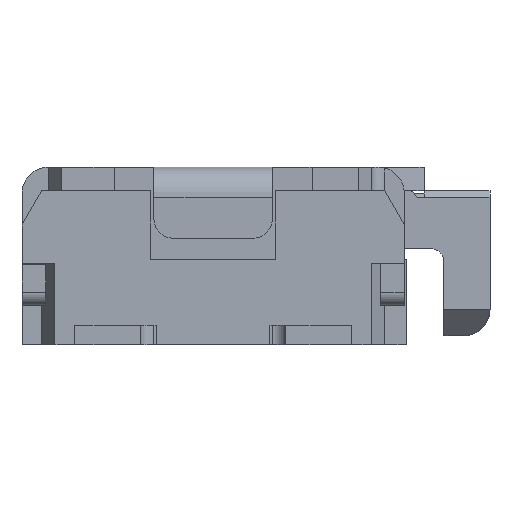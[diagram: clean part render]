
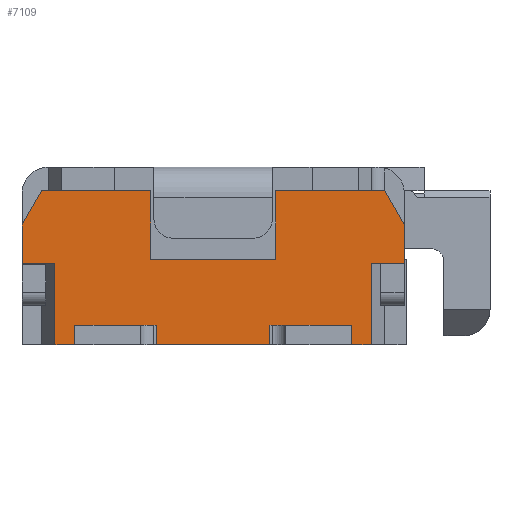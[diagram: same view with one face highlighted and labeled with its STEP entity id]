
A CAD part, left-side view. The second image highlights one B-rep face of the part: STEP entity #7109.
In plain terms, the highlighted planar face has unit normal (-1, 0, 0).
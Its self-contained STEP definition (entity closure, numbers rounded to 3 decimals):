
#620=FACE_OUTER_BOUND('',#974,.T.);
#974=EDGE_LOOP('',(#6138,#6139,#6140,#6141,#6142,#6143,#6144,#6145,#6146,
#6147,#6148,#6149,#6150,#6151,#6152,#6153,#6154,#6155,#6156,#6157,#6158,
#6159,#6160,#6161,#6162,#6163));
#1143=LINE('',#9705,#2040);
#1156=LINE('',#9735,#2053);
#1158=LINE('',#9741,#2055);
#1171=LINE('',#9771,#2068);
#1201=LINE('',#9828,#2098);
#1206=LINE('',#9838,#2103);
#1211=LINE('',#9848,#2108);
#1766=LINE('',#11142,#2663);
#1769=LINE('',#11148,#2666);
#1773=LINE('',#11155,#2670);
#1775=LINE('',#11159,#2672);
#1777=LINE('',#11163,#2674);
#1779=LINE('',#11167,#2676);
#1781=LINE('',#11171,#2678);
#1783=LINE('',#11175,#2680);
#1786=LINE('',#11180,#2683);
#1787=LINE('',#11182,#2684);
#1790=LINE('',#11186,#2687);
#1856=LINE('',#11317,#2753);
#1862=LINE('',#11329,#2759);
#1863=LINE('',#11330,#2760);
#1864=LINE('',#11331,#2761);
#1865=LINE('',#11332,#2762);
#1866=LINE('',#11333,#2763);
#1867=LINE('',#11334,#2764);
#1868=LINE('',#11335,#2765);
#2040=VECTOR('',#7800,1000.);
#2053=VECTOR('',#7825,1000.);
#2055=VECTOR('',#7829,1000.);
#2068=VECTOR('',#7854,1000.);
#2098=VECTOR('',#7886,1000.);
#2103=VECTOR('',#7891,1000.);
#2108=VECTOR('',#7896,1000.);
#2663=VECTOR('',#9019,1000.);
#2666=VECTOR('',#9024,1000.);
#2670=VECTOR('',#9030,1000.);
#2672=VECTOR('',#9034,1000.);
#2674=VECTOR('',#9038,1000.);
#2676=VECTOR('',#9042,1000.);
#2678=VECTOR('',#9046,1000.);
#2680=VECTOR('',#9050,1000.);
#2683=VECTOR('',#9055,1000.);
#2684=VECTOR('',#9058,1000.);
#2687=VECTOR('',#9063,1000.);
#2753=VECTOR('',#9213,1000.);
#2759=VECTOR('',#9225,1000.);
#2760=VECTOR('',#9226,1000.);
#2761=VECTOR('',#9227,1000.);
#2762=VECTOR('',#9228,1000.);
#2763=VECTOR('',#9229,1000.);
#2764=VECTOR('',#9230,1000.);
#2765=VECTOR('',#9231,1000.);
#2941=VERTEX_POINT('',#9701);
#2943=VERTEX_POINT('',#9704);
#2953=VERTEX_POINT('',#9731);
#2954=VERTEX_POINT('',#9733);
#2955=VERTEX_POINT('',#9737);
#2957=VERTEX_POINT('',#9740);
#2966=VERTEX_POINT('',#9765);
#2968=VERTEX_POINT('',#9769);
#2993=VERTEX_POINT('',#9825);
#2994=VERTEX_POINT('',#9827);
#2998=VERTEX_POINT('',#9835);
#2999=VERTEX_POINT('',#9837);
#3003=VERTEX_POINT('',#9845);
#3004=VERTEX_POINT('',#9847);
#3434=VERTEX_POINT('',#11139);
#3435=VERTEX_POINT('',#11141);
#3437=VERTEX_POINT('',#11147);
#3439=VERTEX_POINT('',#11154);
#3440=VERTEX_POINT('',#11158);
#3441=VERTEX_POINT('',#11162);
#3442=VERTEX_POINT('',#11166);
#3443=VERTEX_POINT('',#11170);
#3444=VERTEX_POINT('',#11174);
#3445=VERTEX_POINT('',#11178);
#3468=VERTEX_POINT('',#11315);
#3471=VERTEX_POINT('',#11328);
#3604=EDGE_CURVE('',#2941,#2943,#1143,.T.);
#3619=EDGE_CURVE('',#2954,#2953,#1156,.T.);
#3621=EDGE_CURVE('',#2955,#2957,#1158,.T.);
#3636=EDGE_CURVE('',#2968,#2966,#1171,.T.);
#3666=EDGE_CURVE('',#2993,#2994,#1201,.T.);
#3671=EDGE_CURVE('',#2998,#2999,#1206,.T.);
#3676=EDGE_CURVE('',#3003,#3004,#1211,.T.);
#4320=EDGE_CURVE('',#3434,#3435,#1766,.T.);
#4323=EDGE_CURVE('',#3435,#3437,#1769,.T.);
#4327=EDGE_CURVE('',#3437,#3439,#1773,.T.);
#4329=EDGE_CURVE('',#3439,#3440,#1775,.T.);
#4331=EDGE_CURVE('',#3440,#3441,#1777,.T.);
#4333=EDGE_CURVE('',#3441,#3442,#1779,.T.);
#4335=EDGE_CURVE('',#3442,#3443,#1781,.T.);
#4337=EDGE_CURVE('',#3443,#3444,#1783,.T.);
#4340=EDGE_CURVE('',#3444,#3445,#1786,.T.);
#4341=EDGE_CURVE('',#2957,#2968,#1787,.T.);
#4344=EDGE_CURVE('',#2943,#2954,#1790,.T.);
#4412=EDGE_CURVE('',#3468,#2993,#1856,.T.);
#4418=EDGE_CURVE('',#3471,#3434,#1862,.T.);
#4419=EDGE_CURVE('',#3471,#3004,#1863,.T.);
#4420=EDGE_CURVE('',#2953,#3003,#1864,.T.);
#4421=EDGE_CURVE('',#2999,#2941,#1865,.T.);
#4422=EDGE_CURVE('',#2966,#2998,#1866,.T.);
#4423=EDGE_CURVE('',#2994,#2955,#1867,.T.);
#4424=EDGE_CURVE('',#3445,#3468,#1868,.T.);
#6138=ORIENTED_EDGE('',*,*,#4418,.F.);
#6139=ORIENTED_EDGE('',*,*,#4419,.T.);
#6140=ORIENTED_EDGE('',*,*,#3676,.F.);
#6141=ORIENTED_EDGE('',*,*,#4420,.F.);
#6142=ORIENTED_EDGE('',*,*,#3619,.F.);
#6143=ORIENTED_EDGE('',*,*,#4344,.F.);
#6144=ORIENTED_EDGE('',*,*,#3604,.F.);
#6145=ORIENTED_EDGE('',*,*,#4421,.F.);
#6146=ORIENTED_EDGE('',*,*,#3671,.F.);
#6147=ORIENTED_EDGE('',*,*,#4422,.F.);
#6148=ORIENTED_EDGE('',*,*,#3636,.F.);
#6149=ORIENTED_EDGE('',*,*,#4341,.F.);
#6150=ORIENTED_EDGE('',*,*,#3621,.F.);
#6151=ORIENTED_EDGE('',*,*,#4423,.F.);
#6152=ORIENTED_EDGE('',*,*,#3666,.F.);
#6153=ORIENTED_EDGE('',*,*,#4412,.F.);
#6154=ORIENTED_EDGE('',*,*,#4424,.F.);
#6155=ORIENTED_EDGE('',*,*,#4340,.F.);
#6156=ORIENTED_EDGE('',*,*,#4337,.F.);
#6157=ORIENTED_EDGE('',*,*,#4335,.F.);
#6158=ORIENTED_EDGE('',*,*,#4333,.F.);
#6159=ORIENTED_EDGE('',*,*,#4331,.F.);
#6160=ORIENTED_EDGE('',*,*,#4329,.F.);
#6161=ORIENTED_EDGE('',*,*,#4327,.F.);
#6162=ORIENTED_EDGE('',*,*,#4323,.F.);
#6163=ORIENTED_EDGE('',*,*,#4320,.F.);
#6772=PLANE('',#7568);
#7109=ADVANCED_FACE('',(#620),#6772,.F.);
#7568=AXIS2_PLACEMENT_3D('',#11327,#9223,#9224);
#7800=DIRECTION('',(0.,0.,1.));
#7825=DIRECTION('',(0.,0.,-1.));
#7829=DIRECTION('',(0.,0.,1.));
#7854=DIRECTION('',(0.,0.,-1.));
#7886=DIRECTION('',(0.,1.,0.));
#7891=DIRECTION('',(0.,1.,0.));
#7896=DIRECTION('',(0.,1.,0.));
#9019=DIRECTION('',(0.,0.,1.));
#9024=DIRECTION('',(0.,-0.5,0.866));
#9030=DIRECTION('',(0.,-1.,0.));
#9034=DIRECTION('',(0.,0.,-1.));
#9038=DIRECTION('',(0.,-1.,0.));
#9042=DIRECTION('',(0.,0.,1.));
#9046=DIRECTION('',(0.,-1.,0.));
#9050=DIRECTION('',(0.,-0.5,-0.866));
#9055=DIRECTION('',(0.,0.,-1.));
#9058=DIRECTION('',(0.,1.,0.));
#9063=DIRECTION('',(0.,1.,0.));
#9213=DIRECTION('',(0.,0.,-1.));
#9223=DIRECTION('center_axis',(1.,0.,0.));
#9224=DIRECTION('ref_axis',(0.,1.,0.));
#9225=DIRECTION('',(0.,1.,0.));
#9226=DIRECTION('',(0.,0.,-1.));
#9227=DIRECTION('',(0.,0.,-1.));
#9228=DIRECTION('',(0.,0.,1.));
#9229=DIRECTION('',(0.,0.,-1.));
#9230=DIRECTION('',(0.,0.,1.));
#9231=DIRECTION('',(0.,1.,0.));
#9701=CARTESIAN_POINT('',(-1.75,0.43,0.));
#9704=CARTESIAN_POINT('',(-1.75,0.43,0.149));
#9705=CARTESIAN_POINT('',(-1.75,0.43,1.169));
#9731=CARTESIAN_POINT('',(-1.75,1.05,0.));
#9733=CARTESIAN_POINT('',(-1.75,1.05,0.149));
#9735=CARTESIAN_POINT('',(-1.75,1.05,1.169));
#9737=CARTESIAN_POINT('',(-1.75,-1.05,0.));
#9740=CARTESIAN_POINT('',(-1.75,-1.05,0.149));
#9741=CARTESIAN_POINT('',(-1.75,-1.05,1.169));
#9765=CARTESIAN_POINT('',(-1.75,-0.43,0.));
#9769=CARTESIAN_POINT('',(-1.75,-0.43,0.149));
#9771=CARTESIAN_POINT('',(-1.75,-0.43,1.169));
#9825=CARTESIAN_POINT('',(-1.75,-1.2,-0.001));
#9827=CARTESIAN_POINT('',(-1.75,-1.05,-0.001));
#9828=CARTESIAN_POINT('',(-1.75,-1.3,-0.001));
#9835=CARTESIAN_POINT('',(-1.75,-0.43,-0.001));
#9837=CARTESIAN_POINT('',(-1.75,0.43,-0.001));
#9838=CARTESIAN_POINT('',(-1.75,-1.3,-0.001));
#9845=CARTESIAN_POINT('',(-1.75,1.05,-0.001));
#9847=CARTESIAN_POINT('',(-1.75,1.2,-0.001));
#9848=CARTESIAN_POINT('',(-1.75,-1.3,-0.001));
#11139=CARTESIAN_POINT('',(-1.75,1.45,0.619));
#11141=CARTESIAN_POINT('',(-1.75,1.45,0.909));
#11142=CARTESIAN_POINT('',(-1.75,1.45,1.169));
#11147=CARTESIAN_POINT('',(-1.75,1.3,1.169));
#11148=CARTESIAN_POINT('',(-1.75,1.45,0.909));
#11154=CARTESIAN_POINT('',(-1.75,0.475,1.169));
#11155=CARTESIAN_POINT('',(-1.75,1.45,1.169));
#11158=CARTESIAN_POINT('',(-1.75,0.475,0.649));
#11159=CARTESIAN_POINT('',(-1.75,0.475,1.169));
#11162=CARTESIAN_POINT('',(-1.75,-0.475,0.649));
#11163=CARTESIAN_POINT('',(-1.75,1.45,0.649));
#11166=CARTESIAN_POINT('',(-1.75,-0.475,1.169));
#11167=CARTESIAN_POINT('',(-1.75,-0.475,1.169));
#11170=CARTESIAN_POINT('',(-1.75,-1.3,1.169));
#11171=CARTESIAN_POINT('',(-1.75,1.45,1.169));
#11174=CARTESIAN_POINT('',(-1.75,-1.45,0.909));
#11175=CARTESIAN_POINT('',(-1.75,-1.3,1.169));
#11178=CARTESIAN_POINT('',(-1.75,-1.45,0.619));
#11180=CARTESIAN_POINT('',(-1.75,-1.45,1.169));
#11182=CARTESIAN_POINT('',(-1.75,1.45,0.149));
#11186=CARTESIAN_POINT('',(-1.75,1.45,0.149));
#11315=CARTESIAN_POINT('',(-1.75,-1.2,0.619));
#11317=CARTESIAN_POINT('',(-1.75,-1.2,1.169));
#11327=CARTESIAN_POINT('Origin',(-1.75,1.45,1.169));
#11328=CARTESIAN_POINT('',(-1.75,1.2,0.619));
#11329=CARTESIAN_POINT('',(-1.75,1.45,0.619));
#11330=CARTESIAN_POINT('',(-1.75,1.2,1.17));
#11331=CARTESIAN_POINT('',(-1.75,1.05,0.));
#11332=CARTESIAN_POINT('',(-1.75,0.43,1.169));
#11333=CARTESIAN_POINT('',(-1.75,-0.43,0.));
#11334=CARTESIAN_POINT('',(-1.75,-1.05,1.169));
#11335=CARTESIAN_POINT('',(-1.75,-1.45,0.619));
